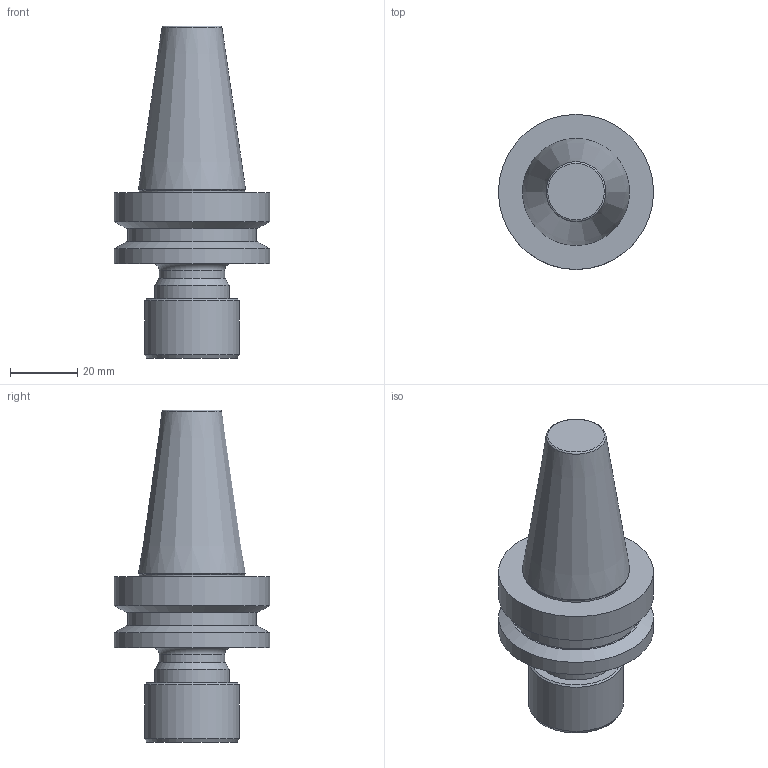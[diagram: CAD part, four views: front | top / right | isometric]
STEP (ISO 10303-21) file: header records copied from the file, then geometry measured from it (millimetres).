
FILE_DESCRIPTION(/* description */ (''),/* implementation_level */ '2;1');
FILE_NAME(/* name */ '1493025706054.stp',/* time_stamp */ '2017-04-24T11:21:54+02:00',/* author */ (''),/* organization */ ('SMS'),/* preprocessor_version */ 'ST-DEVELOPER v15',/* originating_system */ 'SIEMENS PLM Software NX 8.5',/* authorisation */ '');
FILE_SCHEMA (('AUTOMOTIVE_DESIGN { 1 0 10303 214 3 1 1 1 }'));
Length unit declared in the file: millimetre
Products named in the file (1): 392.55514-3016050-636200737614427259-1
Bounding box: 45.98 x 45.98 x 98.4 mm (x, y, z)
Volume: 70710 mm3; surface area: 12927 mm2
Topology: 1 solids, 1 shells, 24 faces, 39 edges, 26 vertices
Faces by surface type: plane 8, cone 7, cylinder 7, torus 2
Full cylindrical faces by diameter (mm): 19.5 x1, 22 x1, 28 x1, 31.15 x1, 38 x1, 45.98 x1, 45.981 x1
Entity records: 552 total; most frequent: DIRECTION 104, CARTESIAN_POINT 78, AXIS2_PLACEMENT_3D 52, EDGE_LOOP 46, ORIENTED_EDGE 46, FACE_BOUND 44, ADVANCED_FACE 24, VERTEX_POINT 23
